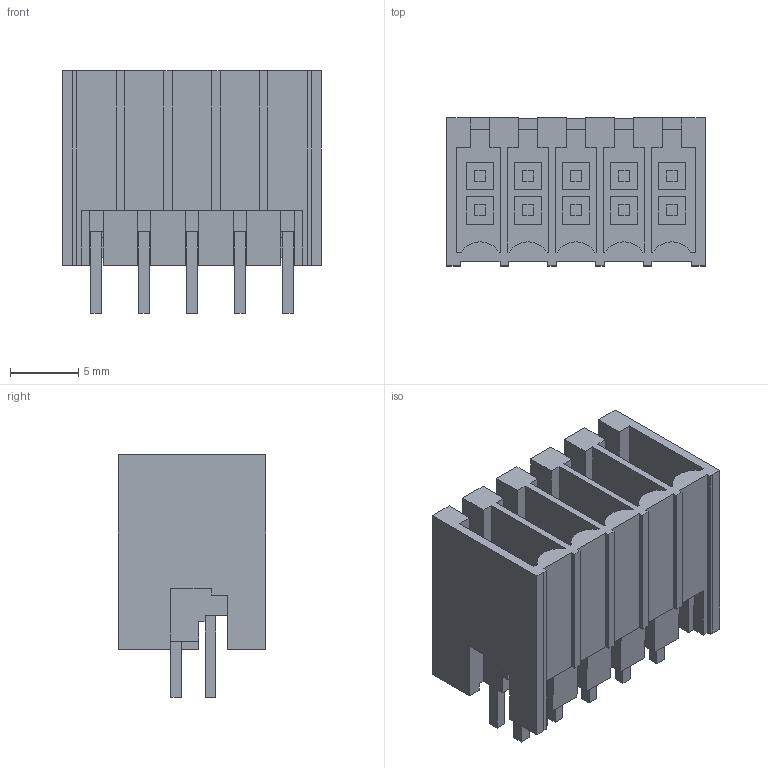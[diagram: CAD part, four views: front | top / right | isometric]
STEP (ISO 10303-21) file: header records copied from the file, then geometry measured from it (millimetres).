
FILE_DESCRIPTION(('CATIA V5 STEP Exchange','CAx-IF Rec.Pracs.--- Model Styling and Organization---1.2---2011-12-15'),'2;1');
FILE_NAME ('D1450692_0', '2018-03-29T12:19:10+00:00', ('none'), ('Weidmueller'), 'CATIA Version 5-6 Release 2014', 'CATIA V5 STEP AP214', 'none');
FILE_SCHEMA(('AUTOMOTIVE_DESIGN { 1 0 10303 214 1 1 1 1 }'));
Length unit declared in the file: millimetre
Products named in the file (1): 1290060000
Bounding box: 18.9 x 10.8 x 17.7 mm (x, y, z)
Volume: 1545.9 mm3; surface area: 3388.6 mm2
Topology: 11 solids, 11 shells, 358 faces, 1035 edges, 713 vertices
Faces by surface type: plane 348, cylinder 10
Entity records: 10930 total; most frequent: ORIENTED_EDGE 2070, CARTESIAN_POINT 1959, DIRECTION 1455, EDGE_CURVE 1035, VECTOR 1015, LINE 1015, VERTEX_POINT 713, EDGE_LOOP 392
